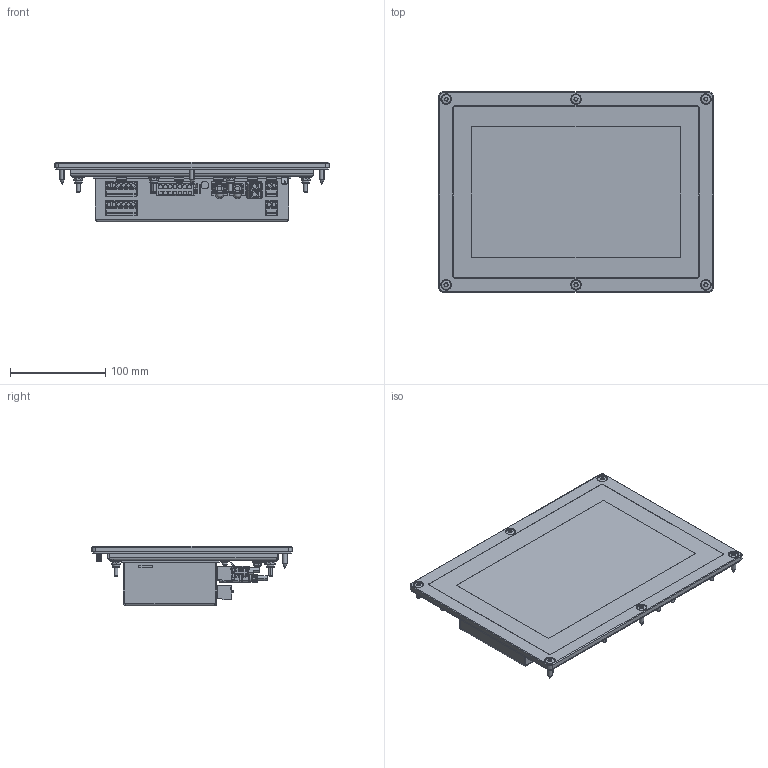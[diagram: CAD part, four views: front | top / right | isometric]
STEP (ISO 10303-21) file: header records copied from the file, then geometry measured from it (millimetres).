
FILE_DESCRIPTION (( 'STEP AP214' ), '1' );
FILE_NAME ('116571B.ART01_Liteweigth Pluss.STEP', '2024-11-08T13:30:39', ( '' ), ( '' ), 'SwSTEP 2.0', 'SolidWorks 2024', '' );
FILE_SCHEMA (( 'AUTOMOTIVE_DESIGN' ));
Products named in the file (1): 116571B.ART01_Liteweigth Pluss
Bounding box: 287 x 209.5 x 62.55 mm (x, y, z)
Surface area: 270200.1 mm2 (no closed solid volume)
Topology: 0 solids, 196 shells, 1969 faces, 8276 edges, 6325 vertices
Faces by surface type: plane 866, cylinder 521, bspline 357, cone 189, torus 36
Entity records: 121714 total; most frequent: CARTESIAN_POINT 60306, ORIENTED_EDGE 11684, DIRECTION 11055, EDGE_CURVE 8252, VERTEX_POINT 6325, LINE 4493, VECTOR 4493, AXIS2_PLACEMENT_3D 3281
